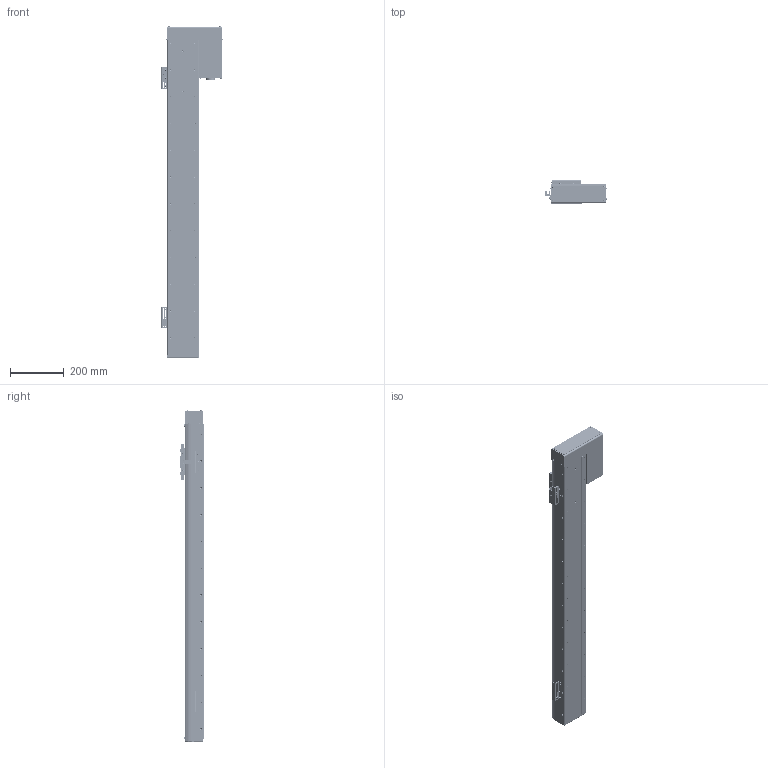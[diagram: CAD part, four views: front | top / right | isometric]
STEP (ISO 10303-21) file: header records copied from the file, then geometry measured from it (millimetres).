
FILE_DESCRIPTION (( 'STEP AP203' ), '1' );
FILE_NAME ('HC120-XXX-PR-900-XX-SL-OF.STEP', '2020-08-04T04:31:53', ( '彌營遵' ), ( '' ), 'SwSTEP 2.0', 'SolidWorks 2013', '' );
FILE_SCHEMA (( 'CONFIG_CONTROL_DESIGN' ));
Length unit declared in the file: millimetre
Products named in the file (45): STEEL BELT-ST900; MASensor Brk-ST900_ル遽; socket button head cap screw_am_B18.3.4M - 3 x 0.5 x 8 SBHCS --N; HR Series TENTION PLATE(奢辨)-ST900; HC CARRIER COVER-ST900; STEEL BELT FIX-ST900; BASE-ST900; EE-SX-674(奢辨 撫憮)-ST900_ル遽; socket countersunk head screw_am_B18.3.5M - 3 x 0.5 x 6 Socket FCHS  -- 6C; 醴喀攪-ST900; HR15 block-ST900_ル遽; SUPPOERT BLOCK-ST900; HR15 rail-ST900_ル遽; socket head cap screw_ks_KS 1003 - M3 x 5 x 5-N; socket button head cap screw_am_B18.3.4M - 3 x 0.5 x 5 SBHCS --N; 煽溺-ST900; HRballnut-ST900; FRONT PLATE-ST900; BEARING HOUSING(堅薑)-ST900; HC100 SENSOR_1(PR); spring lock washer_ks_KS 1324 - M3; SIDE COVER2-ST900; HC SENSOR DOG-ST900; FRONT PLATE COVER-ST900; BEARING HOUSING(雖雖)-ST900; HC100 SENSOR_2(PR); CARRIER-ST900; HB60 DAMPER-ST900; FRONT PLATE COVER 唯衛璽-ST900; END COVER-ST900; HC120-XXX-PR-900-XX-SL-OF; pan cross head_ks_KS 1023 PC- M3 x 5-N; STEEL BELT TENSION BRK-ST900; hg-kr23_-ST900; SIDE COVER-ST900; HRballscrew-ST900; socket head cap screw_ks_KS 1003 - M6 x 10 x 10-N; STEEL BELT TENSION PLATE-ST900; HR Series motor case cover(奢辨)-ST900; HC CARRIER-ST900 ...
Assembly tree (118 placements, depth 3):
  HC120-XXX-PR-900-XX-SL-OF
    BASE-ST900
    HR15 rail-ST900_ル遽  x2
    BEARING HOUSING(堅薑)-ST900
    BEARING HOUSING(雖雖)-ST900
    END COVER-ST900
    HRballscrew-ST900
    HRbearing cap-ST900
    STEEL BELT-ST900
    STEEL BELT FIX-ST900  x2
    SUPPOERT BLOCK-ST900  x2
    煽溺-ST900
      FRONT PLATE-ST900
      FRONT PLATE COVER-ST900
      FRONT PLATE COVER 唯衛璽-ST900
      hg-kr23_-ST900
      HR Series motor case cover(奢辨)-ST900
      HR Series motor case(奢辨)-ST900
      HR Series TENTION PLATE(奢辨)-ST900
      醴喀攪-ST900
    SIDE COVER2-ST900
    SIDE COVER-ST900
    CARRIER-ST900
      HC CARRIER-ST900
      SHAFT-ST900  x12
      HC CARRIER COVER-ST900
      HR15 block-ST900_ル遽  x4
      HRballnut-ST900
      HC SENSOR DOG-ST900
      HB60 DAMPER-ST900  x4
      STEEL BELT TENSION BRK-ST900  x2
      STEEL BELT TENSION PLATE-ST900  x2
      socket countersunk head screw_am_B18.3.5M - 3 x 0.5 x 10 Socket FCHS  -- 10C  x8
      socket button head cap screw_am_B18.3.4M - 3 x 0.5 x 8 SBHCS --N  x4
      socket countersunk head screw_am_B18.3.5M - 3 x 0.5 x 6 Socket FCHS  -- 6C  x4
      socket button head cap screw_am_B18.3.4M - 3 x 0.5 x 5 SBHCS --N  x2
      spring lock washer_ks_KS 1324 - M3  x2
    pan cross head_ks_KS 1023 PC- M3 x 5-N  x16
    socket head cap screw_ks_KS 1003 - M6 x 10 x 10-N  x2
    socket head cap screw_ks_KS 1003 - M4 x 10 x 10-N  x2
    HC100 SENSOR_1(PR)
      MASensor Brk-ST900_ル遽
      EE-SX-674(奢辨 撫憮)-ST900_ル遽  x2
      socket head cap screw_ks_KS 1003 - M3 x 5 x 5-N  x7
      spring lock washer_ks_KS 1324 - M3  x3
    HC100 SENSOR_2(PR)
      MASensor Brk-ST900_ル遽
      EE-SX-674(奢辨 撫憮)-ST900_ル遽
      socket head cap screw_ks_KS 1003 - M3 x 5 x 5-N  x5
      spring lock washer_ks_KS 1324 - M3  x3
Bounding box: 229.15 x 86.5 x 1238.95 mm (x, y, z)
Volume: 4140045.9 mm3; surface area: 1819406.2 mm2
Topology: 114 solids, 114 shells, 4824 faces, 12211 edges, 7492 vertices
Faces by surface type: plane 2173, cylinder 1611, cone 792, torus 200, sphere 46, bspline 2
Entity records: 120473 total; most frequent: CARTESIAN_POINT 48070, DIRECTION 14292, ORIENTED_EDGE 13212, EDGE_CURVE 6606, AXIS2_PLACEMENT_3D 5277, VERTEX_POINT 4252, LINE 3738, VECTOR 3738
